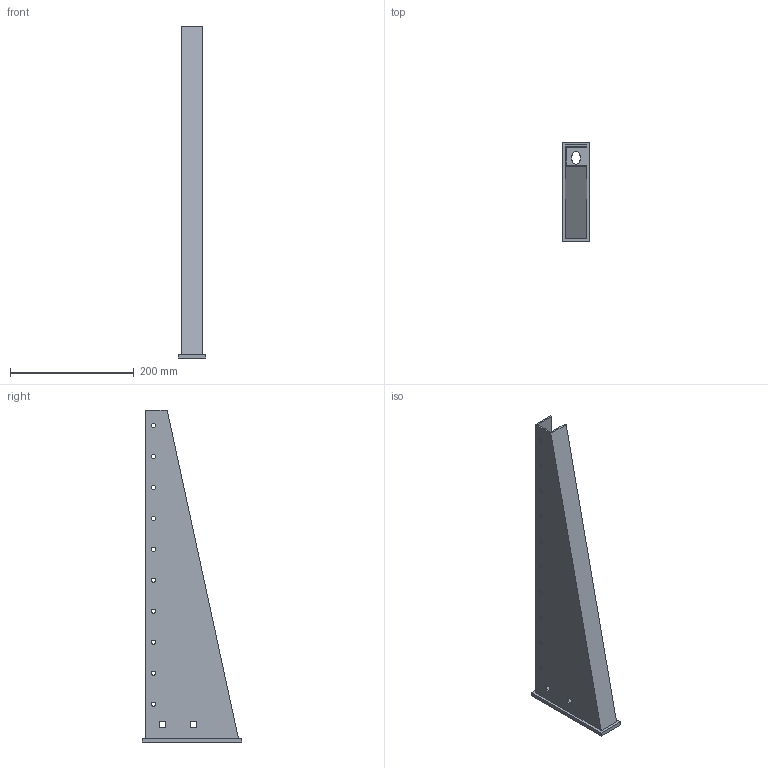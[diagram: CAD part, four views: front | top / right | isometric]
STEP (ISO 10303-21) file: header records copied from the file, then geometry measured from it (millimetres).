
FILE_DESCRIPTION (( 'STEP AP214' ), '1' );
FILE_NAME ('岓臍 192.11.00-03.STEP', '2023-06-15T12:00:57', ( '' ), ( '' ), 'SwSTEP 2.0', 'SolidWorks 2022', '' );
FILE_SCHEMA (( 'AUTOMOTIVE_DESIGN' ));
Length unit declared in the file: millimetre
Products named in the file (1): КИВА 192.11.00-03
Bounding box: 45 x 160 x 536 mm (x, y, z)
Volume: 241852.2 mm3; surface area: 183567.3 mm2
Topology: 1 solids, 1 shells, 96 faces, 279 edges, 186 vertices
Faces by surface type: cylinder 51, plane 45
Entity records: 3331 total; most frequent: DIRECTION 575, CARTESIAN_POINT 562, ORIENTED_EDGE 558, EDGE_CURVE 279, AXIS2_PLACEMENT_3D 199, VERTEX_POINT 186, LINE 177, VECTOR 177
